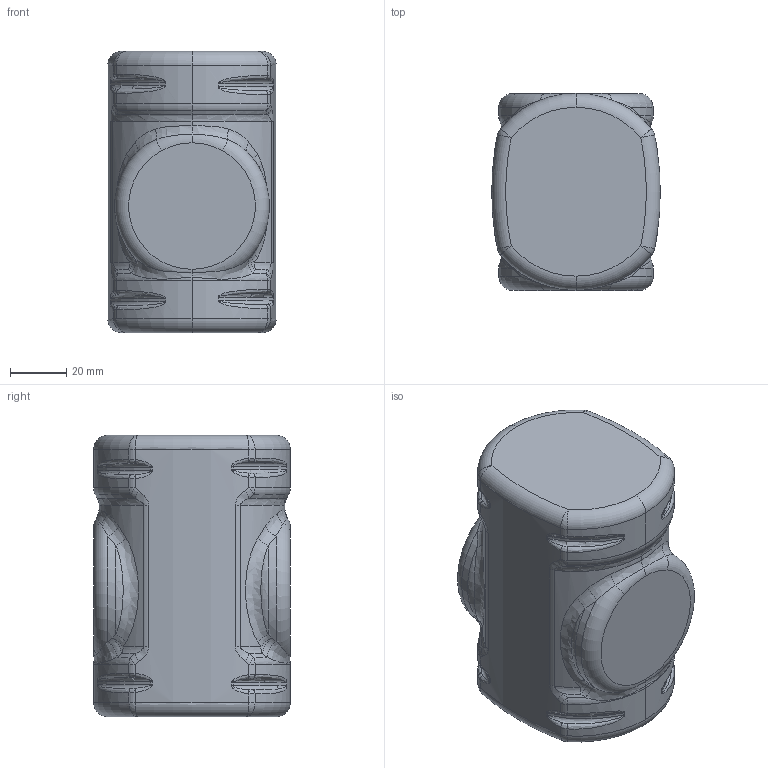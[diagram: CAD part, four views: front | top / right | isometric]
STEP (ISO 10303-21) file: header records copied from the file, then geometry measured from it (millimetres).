
FILE_DESCRIPTION(('CATIA V5 STEP Exchange','CAx-IF Rec.Pracs.--- Model Styling and Organization---1.5--- 2016-08-15','CAx-IF Rec.Pracs.---Supplemental Geometry---1.0---2011-11-01','CAx-IF Rec.Pracs.--- Composite Materials ---3.4---2017-06-13','CAx-IF Rec.Pracs.---Tessellated 3D Geometry---1.0---2015-12-17'),'2;1');
FILE_NAME('STEP_F0002553_-_TST.stp','2025-12-19T10:04:26+00:00',('none'),('none'),'CATIA Version 5-6 Release 2020 SP5','CATIA V5 STEP AP242 v2','none');
FILE_SCHEMA(('AP242_MANAGED_MODEL_BASED_3D_ENGINEERING_MIM_LF {1 0 10303 442 1 1 4}'));
Length unit declared in the file: millimetre
Products named in the file (1): F0002553 - TST
Bounding box: 59.85 x 70 x 100 mm (x, y, z)
Volume: 359376.1 mm3; surface area: 29146.4 mm2
Topology: 1 solids, 2 shells, 250 faces, 576 edges, 310 vertices
Faces by surface type: bspline 96, cylinder 64, torus 56, sphere 20, cone 8, plane 6
Entity records: 16608 total; most frequent: CARTESIAN_POINT 12274, ORIENTED_EDGE 1112, EDGE_CURVE 556, DIRECTION 462, VERTEX_POINT 310, B_SPLINE_CURVE_WITH_KNOTS 300, AXIS2_PLACEMENT_3D 278, EDGE_LOOP 250
